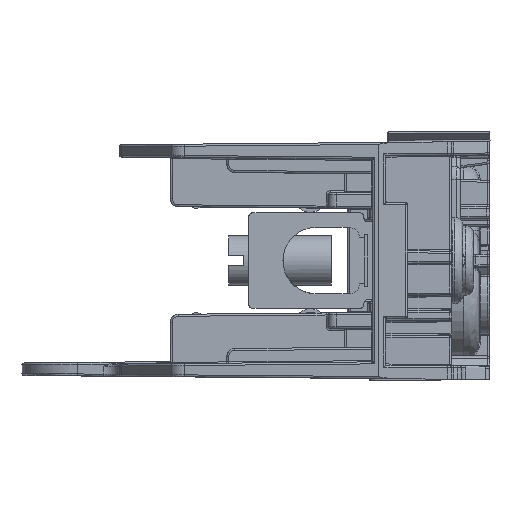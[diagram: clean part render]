
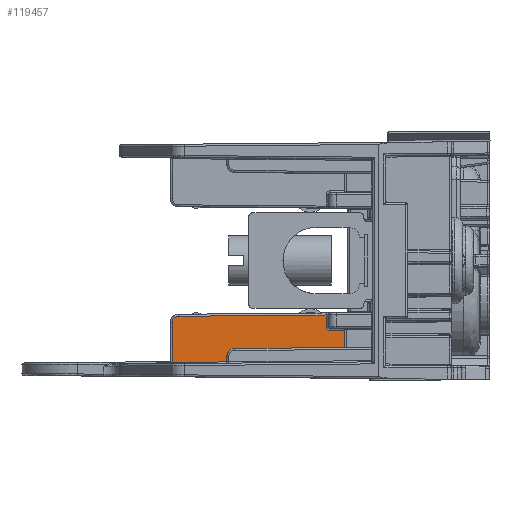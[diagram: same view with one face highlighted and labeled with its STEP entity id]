
A CAD part, left-side view. The second image highlights one B-rep face of the part: STEP entity #119457.
In plain terms, the highlighted planar face has unit normal (-1, 0.009, 0).
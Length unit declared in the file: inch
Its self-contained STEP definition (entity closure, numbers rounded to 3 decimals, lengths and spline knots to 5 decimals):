
#851 = CARTESIAN_POINT ( 'NONE',  ( -2.59803, 0.79716, -0.26477 ) ) ;
#1503 = CARTESIAN_POINT ( 'NONE',  ( -2.5915, 1.54536, 0.57382 ) ) ;
#1546 = VERTEX_POINT ( 'NONE', #67246 ) ;
#2091 = DIRECTION ( 'NONE',  ( 0., 0., 1. ) ) ;
#4428 = CARTESIAN_POINT ( 'NONE',  ( -2.59803, 0.79716, -0.32005 ) ) ;
#4576 = VERTEX_POINT ( 'NONE', #95352 ) ;
#4827 = EDGE_CURVE ( 'NONE', #126485, #1546, #44728, .T. ) ;
#6445 = CARTESIAN_POINT ( 'NONE',  ( -2.59803, 0.79716, 0.57382 ) ) ;
#7243 = LINE ( 'NONE', #1503, #130053 ) ;
#8297 = ORIENTED_EDGE ( 'NONE', *, *, #37014, .T. ) ;
#11975 = EDGE_CURVE ( 'NONE', #129852, #126485, #81190, .T. ) ;
#13292 = DIRECTION ( 'NONE',  ( 0., 0., -1. ) ) ;
#13357 = VECTOR ( 'NONE', #52175, 39.37008 ) ;
#18559 = CARTESIAN_POINT ( 'NONE',  ( -2.59167, 1.52595, -0.27281 ) ) ;
#20008 = CARTESIAN_POINT ( 'NONE',  ( -2.60008, 0.56161, -0.48673 ) ) ;
#20600 = CARTESIAN_POINT ( 'NONE',  ( -2.59995, 0.57672, -0.34148 ) ) ;
#21087 = CARTESIAN_POINT ( 'NONE',  ( -2.59995, 0.57672, -0.34148 ) ) ;
#25760 = CARTESIAN_POINT ( 'NONE',  ( -2.59803, 0.79716, -0.32257 ) ) ;
#26283 = VECTOR ( 'NONE', #90822, 39.37008 ) ;
#27088 = CARTESIAN_POINT ( 'NONE',  ( -2.59803, 0.79716, -0.32005 ) ) ;
#30072 = VERTEX_POINT ( 'NONE', #117650 ) ;
#33188 = CARTESIAN_POINT ( 'NONE',  ( -2.5915, 1.54536, -0.49532 ) ) ;
#35998 = ORIENTED_EDGE ( 'NONE', *, *, #4827, .T. ) ;
#37014 = EDGE_CURVE ( 'NONE', #85448, #125364, #75797, .T. ) ;
#37075 = ORIENTED_EDGE ( 'NONE', *, *, #90377, .T. ) ;
#37523 = CARTESIAN_POINT ( 'NONE',  ( -2.59807, 0.79239, -0.33297 ) ) ;
#40906 = LINE ( 'NONE', #20008, #13357 ) ;
#43565 = VECTOR ( 'NONE', #2091, 39.37008 ) ;
#44728 = LINE ( 'NONE', #85473, #91485 ) ;
#47455 = CARTESIAN_POINT ( 'NONE',  ( -2.59812, 0.78607, -0.33781 ) ) ;
#47916 = CARTESIAN_POINT ( 'NONE',  ( -2.59805, 0.79463, -0.32971 ) ) ;
#49817 = CARTESIAN_POINT ( 'NONE',  ( -2.59156, 1.53823, -0.28122 ) ) ;
#52175 = DIRECTION ( 'NONE',  ( -0.009, -1., 0.009 ) ) ;
#53945 = ORIENTED_EDGE ( 'NONE', *, *, #65237, .T. ) ;
#56111 = CARTESIAN_POINT ( 'NONE',  ( -2.59804, 0.79525, -0.32852 ) ) ;
#58908 = CARTESIAN_POINT ( 'NONE',  ( -2.59169, 1.52338, -0.27201 ) ) ;
#59353 = CARTESIAN_POINT ( 'NONE',  ( -2.59154, 1.54011, -0.28354 ) ) ;
#59781 = CARTESIAN_POINT ( 'NONE',  ( -2.59153, 1.54161, -0.28611 ) ) ;
#65232 = VERTEX_POINT ( 'NONE', #33188 ) ;
#65237 = EDGE_CURVE ( 'NONE', #30072, #65232, #7243, .T. ) ;
#66433 = CARTESIAN_POINT ( 'NONE',  ( -2.59803, 0.7967, -0.32497 ) ) ;
#66647 = CARTESIAN_POINT ( 'NONE',  ( -2.59995, 0.57672, -0.48686 ) ) ;
#67246 = CARTESIAN_POINT ( 'NONE',  ( -2.59175, 1.51609, -0.27104 ) ) ;
#69660 = CARTESIAN_POINT ( 'NONE',  ( -2.5915, 1.54536, -0.29683 ) ) ;
#70093 = CARTESIAN_POINT ( 'NONE',  ( -2.5915, 1.54468, -0.29322 ) ) ;
#71351 = DIRECTION ( 'NONE',  ( -0.009, -1., 0. ) ) ;
#71488 = EDGE_LOOP ( 'NONE', ( #93678, #53945, #37075, #8297, #115787, #82224, #129739, #35998 ) ) ;
#72623 = B_SPLINE_CURVE_WITH_KNOTS ( 'NONE', 3,
 ( #100221, #79987, #109733, #58908, #80433, #18559, #80886, #111511, #49817, #59353, #59781, #121919, #131364, #70093, #69660, #90736 ),
 .UNSPECIFIED., .F., .F.,
 ( 4, 1, 2, 2, 2, 1, 2, 2, 4 ),
 ( 0., 0.125, 0.1875, 0.25, 0.5, 0.625, 0.6875, 0.75, 1. ),
 .UNSPECIFIED. ) ;
#73489 = DIRECTION ( 'NONE',  ( 0.009, 1., 0.009 ) ) ;
#74302 = DIRECTION ( 'NONE',  ( 0.009, 1., -0.009 ) ) ;
#75314 = LINE ( 'NONE', #20600, #92940 ) ;
#75797 = LINE ( 'NONE', #84283, #43565 ) ;
#76784 = CARTESIAN_POINT ( 'NONE',  ( -2.59815, 0.78249, -0.33912 ) ) ;
#79987 = CARTESIAN_POINT ( 'NONE',  ( -2.59173, 1.51796, -0.27106 ) ) ;
#80433 = CARTESIAN_POINT ( 'NONE',  ( -2.59167, 1.52515, -0.27253 ) ) ;
#80886 = CARTESIAN_POINT ( 'NONE',  ( -2.59162, 1.53063, -0.2747 ) ) ;
#81190 = LINE ( 'NONE', #6445, #26283 ) ;
#81233 = PLANE ( 'NONE',  #95229 ) ;
#82224 = ORIENTED_EDGE ( 'NONE', *, *, #116203, .T. ) ;
#84283 = CARTESIAN_POINT ( 'NONE',  ( -2.59995, 0.57672, 0.57382 ) ) ;
#85448 = VERTEX_POINT ( 'NONE', #66647 ) ;
#85473 = CARTESIAN_POINT ( 'NONE',  ( -2.59803, 0.79716, -0.26477 ) ) ;
#86913 = EDGE_CURVE ( 'NONE', #1546, #30072, #72623, .T. ) ;
#87352 = EDGE_CURVE ( 'NONE', #125364, #4576, #75314, .T. ) ;
#88421 = CARTESIAN_POINT ( 'NONE',  ( -2.59817, 0.78009, -0.3396 ) ) ;
#90377 = EDGE_CURVE ( 'NONE', #65232, #85448, #40906, .T. ) ;
#90736 = CARTESIAN_POINT ( 'NONE',  ( -2.5915, 1.54536, -0.30057 ) ) ;
#90822 = DIRECTION ( 'NONE',  ( 0., 0., 1. ) ) ;
#91485 = VECTOR ( 'NONE', #74302, 39.37008 ) ;
#92940 = VECTOR ( 'NONE', #73489, 39.37008 ) ;
#93678 = ORIENTED_EDGE ( 'NONE', *, *, #86913, .T. ) ;
#95229 = AXIS2_PLACEMENT_3D ( 'NONE', #133499, #121832, #71351 ) ;
#95352 = CARTESIAN_POINT ( 'NONE',  ( -2.5982, 0.77764, -0.33973 ) ) ;
#99219 = CARTESIAN_POINT ( 'NONE',  ( -2.5982, 0.77764, -0.33973 ) ) ;
#100221 = CARTESIAN_POINT ( 'NONE',  ( -2.59175, 1.51609, -0.27104 ) ) ;
#108698 = CARTESIAN_POINT ( 'NONE',  ( -2.59818, 0.77887, -0.33972 ) ) ;
#109145 = CARTESIAN_POINT ( 'NONE',  ( -2.59814, 0.78362, -0.33879 ) ) ;
#109598 = CARTESIAN_POINT ( 'NONE',  ( -2.59806, 0.79363, -0.33144 ) ) ;
#109733 = CARTESIAN_POINT ( 'NONE',  ( -2.59171, 1.5207, -0.27134 ) ) ;
#111511 = CARTESIAN_POINT ( 'NONE',  ( -2.5916, 1.53396, -0.27692 ) ) ;
#115787 = ORIENTED_EDGE ( 'NONE', *, *, #87352, .T. ) ;
#116203 = EDGE_CURVE ( 'NONE', #4576, #129852, #119456, .T. ) ;
#117650 = CARTESIAN_POINT ( 'NONE',  ( -2.5915, 1.54536, -0.30057 ) ) ;
#118226 = CARTESIAN_POINT ( 'NONE',  ( -2.59811, 0.78723, -0.3372 ) ) ;
#118688 = CARTESIAN_POINT ( 'NONE',  ( -2.59808, 0.79052, -0.33484 ) ) ;
#119456 = B_SPLINE_CURVE_WITH_KNOTS ( 'NONE', 3,
 ( #99219, #108698, #88421, #76784, #109145, #47455, #118226, #129917, #118688, #37523, #109598, #47916, #56111, #128156, #66433, #25760, #4428 ),
 .UNSPECIFIED., .F., .F.,
 ( 4, 2, 2, 2, 2, 1, 2, 2, 4 ),
 ( 0., 0.125, 0.25, 0.375, 0.5, 0.625, 0.6875, 0.75, 1. ),
 .UNSPECIFIED. ) ;
#119457 = ADVANCED_FACE ( 'NONE', ( #127200 ), #81233, .T. ) ;
#121832 = DIRECTION ( 'NONE',  ( -1., 0.009, 0. ) ) ;
#121919 = CARTESIAN_POINT ( 'NONE',  ( -2.59152, 1.54252, -0.28789 ) ) ;
#125364 = VERTEX_POINT ( 'NONE', #21087 ) ;
#126485 = VERTEX_POINT ( 'NONE', #851 ) ;
#127200 = FACE_OUTER_BOUND ( 'NONE', #71488, .T. ) ;
#128156 = CARTESIAN_POINT ( 'NONE',  ( -2.59804, 0.79556, -0.32783 ) ) ;
#129739 = ORIENTED_EDGE ( 'NONE', *, *, #11975, .T. ) ;
#129852 = VERTEX_POINT ( 'NONE', #27088 ) ;
#129917 = CARTESIAN_POINT ( 'NONE',  ( -2.59809, 0.78944, -0.33573 ) ) ;
#130053 = VECTOR ( 'NONE', #13292, 39.37008 ) ;
#131364 = CARTESIAN_POINT ( 'NONE',  ( -2.59152, 1.54297, -0.28889 ) ) ;
#133499 = CARTESIAN_POINT ( 'NONE',  ( -2.6, 0.57087, 0.57382 ) ) ;
